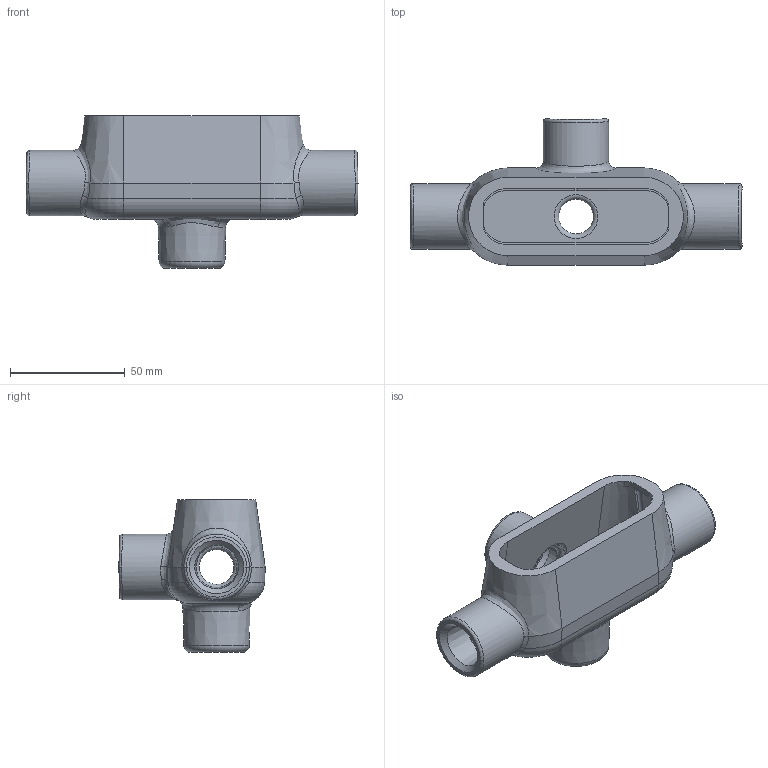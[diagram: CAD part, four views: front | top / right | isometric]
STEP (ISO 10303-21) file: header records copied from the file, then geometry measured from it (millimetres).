
FILE_DESCRIPTION(/* description */ (''),/* implementation_level */ '2;1');
FILE_NAME(/* name */ 'KIL_TA17.stp',/* time_stamp */ '2019-02-20T22:12:34+06:00',/* author */ ('avenkatesan'),/* organization */ (''),/* preprocessor_version */ 'ST-DEVELOPER v17',/* originating_system */ 'Autodesk Inventor 2018',/* authorisation */ '');
FILE_SCHEMA (('AUTOMOTIVE_DESIGN { 1 0 10303 214 3 1 1 }'));
Length unit declared in the file: inch
Products named in the file (1): 17646
Bounding box: 144.79 x 63.8 x 66.62 mm (x, y, z)
Volume: 85468.9 mm3; surface area: 38846.6 mm2
Topology: 1 solids, 1 shells, 152 faces, 413 edges, 266 vertices
Faces by surface type: plane 47, bspline 29, cylinder 29, cone 27, torus 20
Full cylindrical faces by diameter (mm): 21.438 x4, 28.575 x3
Entity records: 8994 total; most frequent: CARTESIAN_POINT 5169, ORIENTED_EDGE 826, DIRECTION 769, EDGE_CURVE 413, AXIS2_PLACEMENT_3D 324, VERTEX_POINT 266, EDGE_LOOP 163, CIRCLE 157
